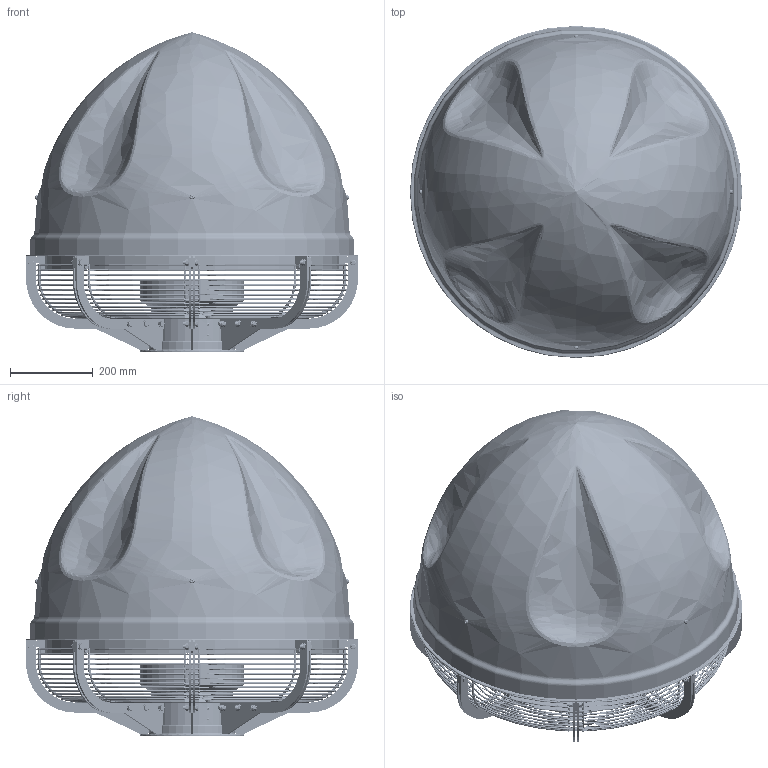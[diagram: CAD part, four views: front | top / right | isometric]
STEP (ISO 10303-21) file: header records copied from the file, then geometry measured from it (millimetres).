
FILE_DESCRIPTION(/* description */ ('813W31; 813W32 SMART-200/1500; 1000-SN','CAx-IF Rec.Pracs.---Representation and Presentation of Product Manufacturing Information (PMI)---4.0---2014-10-13'),/* implementation_level */ '2;1');
FILE_NAME(/* name */ '813W31; 813W32 SMART-200_1500; 1000-SN\813W31; 813W32 SMART-200_1500; 1000-SN.stp',/* time_stamp */ '2022-05-12T08:00:18+02:00',/* author */ ('b.kitowicz'),/* organization */ ('KLIMAWENT S.A.'),/* preprocessor_version */ 'ST-DEVELOPER v18.1',/* originating_system */ 'Autodesk Inventor 2021',/* authorisation */ '');
FILE_SCHEMA (('AP242_MANAGED_MODEL_BASED_3D_ENGINEERING_MIM_LF { 1 0 10303 442 1 1 4 }'));
Length unit declared in the file: millimetre
Bounding box: 800 x 800 x 769.78 mm (x, y, z)
Volume: 8694910.2 mm3; surface area: 5506938.4 mm2
Topology: 11 solids, 11 shells, 4256 faces, 11539 edges, 7445 vertices
Faces by surface type: plane 2526, cylinder 744, cone 658, torus 234, bspline 86, sphere 8
Full cylindrical faces by diameter (mm): 3 x12, 3.5 x12, 4 x3, 6 x44, 6.4 x4, 7 x3, 8 x64, 8.4 x16, 8.5 x8, 9 x16, 9.2 x4, 10 x15, 10.5 x4, 11.63 x96, 12 x7, 12.2 x4, 16 x80, 16.63 x4, 18.4 x1, 18.6 x1, 19 x1, 19.2 x1, 19.4 x2, 20 x3, 26 x1, 40 x1, 45 x1, 47 x2, 49.5 x1, 116 x1
Entity records: 164359 total; most frequent: CARTESIAN_POINT 54129, ORIENTED_EDGE 23238, DIRECTION 20878, EDGE_CURVE 11619, VERTEX_POINT 7582, AXIS2_PLACEMENT_3D 7564, LINE 5750, VECTOR 5750
